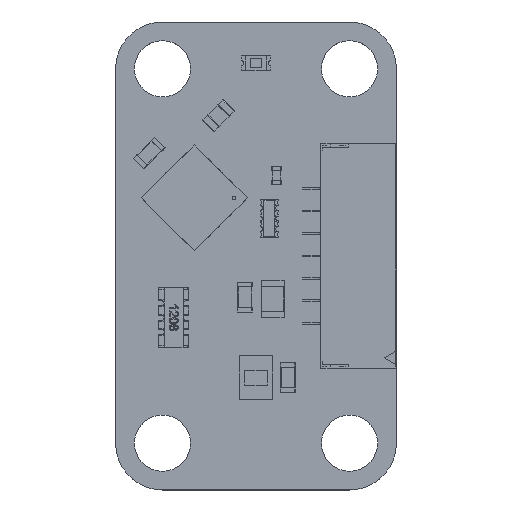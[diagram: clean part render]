
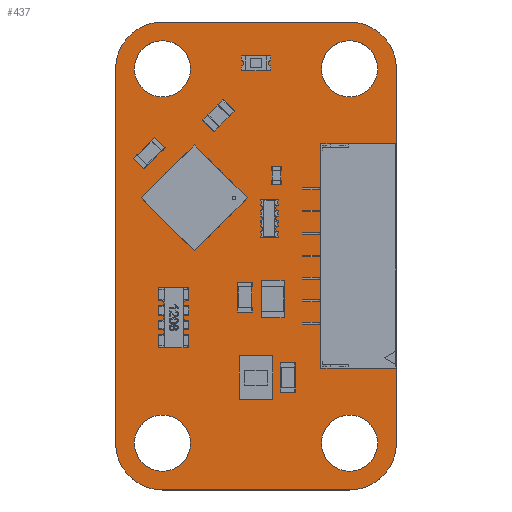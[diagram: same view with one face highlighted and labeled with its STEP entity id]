
A CAD part, top view. The second image highlights one B-rep face of the part: STEP entity #437.
In plain terms, the highlighted planar face has unit normal (0, 0, 1).
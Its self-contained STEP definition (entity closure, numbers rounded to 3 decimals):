
#54 = VERTEX_POINT('',#55);
#55 = CARTESIAN_POINT('',(131.9,-100.4,0.));
#72 = VERTEX_POINT('',#73);
#73 = CARTESIAN_POINT('',(141.9,-100.4,0.));
#79 = EDGE_CURVE('',#54,#72,#80,.T.);
#80 = LINE('',#81,#82);
#81 = CARTESIAN_POINT('',(131.9,-100.4,0.));
#82 = VECTOR('',#83,1.);
#83 = DIRECTION('',(1.,0.,0.));
#94 = VERTEX_POINT('',#95);
#95 = CARTESIAN_POINT('',(129.4,-97.9,0.));
#111 = EDGE_CURVE('',#94,#54,#112,.T.);
#112 = CIRCLE('',#113,2.5);
#113 = AXIS2_PLACEMENT_3D('',#114,#115,#116);
#114 = CARTESIAN_POINT('',(131.9,-97.9,0.));
#115 = DIRECTION('',(0.,0.,1.));
#116 = DIRECTION('',(1.,0.,0.));
#137 = VERTEX_POINT('',#138);
#138 = CARTESIAN_POINT('',(144.4,-97.9,0.));
#144 = EDGE_CURVE('',#72,#137,#145,.T.);
#145 = CIRCLE('',#146,2.5);
#146 = AXIS2_PLACEMENT_3D('',#147,#148,#149);
#147 = CARTESIAN_POINT('',(141.9,-97.9,0.));
#148 = DIRECTION('',(0.,0.,1.));
#149 = DIRECTION('',(1.,0.,0.));
#160 = VERTEX_POINT('',#161);
#161 = CARTESIAN_POINT('',(129.4,-77.9,0.));
#176 = EDGE_CURVE('',#160,#94,#177,.T.);
#177 = LINE('',#178,#179);
#178 = CARTESIAN_POINT('',(129.4,-77.9,0.));
#179 = VECTOR('',#180,1.);
#180 = DIRECTION('',(0.,-1.,0.));
#200 = VERTEX_POINT('',#201);
#201 = CARTESIAN_POINT('',(144.4,-77.9,0.));
#207 = EDGE_CURVE('',#137,#200,#208,.T.);
#208 = LINE('',#209,#210);
#209 = CARTESIAN_POINT('',(144.4,-97.9,0.));
#210 = VECTOR('',#211,1.);
#211 = DIRECTION('',(0.,1.,0.));
#222 = VERTEX_POINT('',#223);
#223 = CARTESIAN_POINT('',(131.9,-75.4,0.));
#239 = EDGE_CURVE('',#222,#160,#240,.T.);
#240 = CIRCLE('',#241,2.5);
#241 = AXIS2_PLACEMENT_3D('',#242,#243,#244);
#242 = CARTESIAN_POINT('',(131.9,-77.9,0.));
#243 = DIRECTION('',(0.,0.,1.));
#244 = DIRECTION('',(1.,0.,0.));
#265 = VERTEX_POINT('',#266);
#266 = CARTESIAN_POINT('',(141.9,-75.4,0.));
#272 = EDGE_CURVE('',#200,#265,#273,.T.);
#273 = CIRCLE('',#274,2.5);
#274 = AXIS2_PLACEMENT_3D('',#275,#276,#277);
#275 = CARTESIAN_POINT('',(141.9,-77.9,0.));
#276 = DIRECTION('',(0.,0.,1.));
#277 = DIRECTION('',(1.,0.,0.));
#295 = EDGE_CURVE('',#265,#222,#296,.T.);
#296 = LINE('',#297,#298);
#297 = CARTESIAN_POINT('',(141.9,-75.4,0.));
#298 = VECTOR('',#299,1.);
#299 = DIRECTION('',(-1.,0.,0.));
#310 = VERTEX_POINT('',#311);
#311 = CARTESIAN_POINT('',(143.4,-97.9,0.));
#327 = EDGE_CURVE('',#310,#310,#328,.T.);
#328 = CIRCLE('',#329,1.5);
#329 = AXIS2_PLACEMENT_3D('',#330,#331,#332);
#330 = CARTESIAN_POINT('',(141.9,-97.9,0.));
#331 = DIRECTION('',(0.,0.,1.));
#332 = DIRECTION('',(1.,0.,-0.));
#343 = VERTEX_POINT('',#344);
#344 = CARTESIAN_POINT('',(143.4,-77.9,0.));
#360 = EDGE_CURVE('',#343,#343,#361,.T.);
#361 = CIRCLE('',#362,1.5);
#362 = AXIS2_PLACEMENT_3D('',#363,#364,#365);
#363 = CARTESIAN_POINT('',(141.9,-77.9,0.));
#364 = DIRECTION('',(0.,0.,1.));
#365 = DIRECTION('',(1.,0.,-0.));
#376 = VERTEX_POINT('',#377);
#377 = CARTESIAN_POINT('',(133.4,-77.9,0.));
#393 = EDGE_CURVE('',#376,#376,#394,.T.);
#394 = CIRCLE('',#395,1.5);
#395 = AXIS2_PLACEMENT_3D('',#396,#397,#398);
#396 = CARTESIAN_POINT('',(131.9,-77.9,0.));
#397 = DIRECTION('',(0.,0.,1.));
#398 = DIRECTION('',(1.,0.,-0.));
#409 = VERTEX_POINT('',#410);
#410 = CARTESIAN_POINT('',(133.4,-97.9,0.));
#426 = EDGE_CURVE('',#409,#409,#427,.T.);
#427 = CIRCLE('',#428,1.5);
#428 = AXIS2_PLACEMENT_3D('',#429,#430,#431);
#429 = CARTESIAN_POINT('',(131.9,-97.9,0.));
#430 = DIRECTION('',(0.,0.,1.));
#431 = DIRECTION('',(1.,0.,-0.));
#437 = ADVANCED_FACE('',(#438,#448,#451,#454,#457),#460,.T.);
#438 = FACE_BOUND('',#439,.T.);
#439 = EDGE_LOOP('',(#440,#441,#442,#443,#444,#445,#446,#447));
#440 = ORIENTED_EDGE('',*,*,#79,.T.);
#441 = ORIENTED_EDGE('',*,*,#144,.T.);
#442 = ORIENTED_EDGE('',*,*,#207,.T.);
#443 = ORIENTED_EDGE('',*,*,#272,.T.);
#444 = ORIENTED_EDGE('',*,*,#295,.T.);
#445 = ORIENTED_EDGE('',*,*,#239,.T.);
#446 = ORIENTED_EDGE('',*,*,#176,.T.);
#447 = ORIENTED_EDGE('',*,*,#111,.T.);
#448 = FACE_BOUND('',#449,.T.);
#449 = EDGE_LOOP('',(#450));
#450 = ORIENTED_EDGE('',*,*,#327,.F.);
#451 = FACE_BOUND('',#452,.T.);
#452 = EDGE_LOOP('',(#453));
#453 = ORIENTED_EDGE('',*,*,#360,.F.);
#454 = FACE_BOUND('',#455,.T.);
#455 = EDGE_LOOP('',(#456));
#456 = ORIENTED_EDGE('',*,*,#393,.F.);
#457 = FACE_BOUND('',#458,.T.);
#458 = EDGE_LOOP('',(#459));
#459 = ORIENTED_EDGE('',*,*,#426,.F.);
#460 = PLANE('',#461);
#461 = AXIS2_PLACEMENT_3D('',#462,#463,#464);
#462 = CARTESIAN_POINT('',(136.9,-87.9,0.));
#463 = DIRECTION('',(0.,0.,1.));
#464 = DIRECTION('',(1.,0.,0.));
